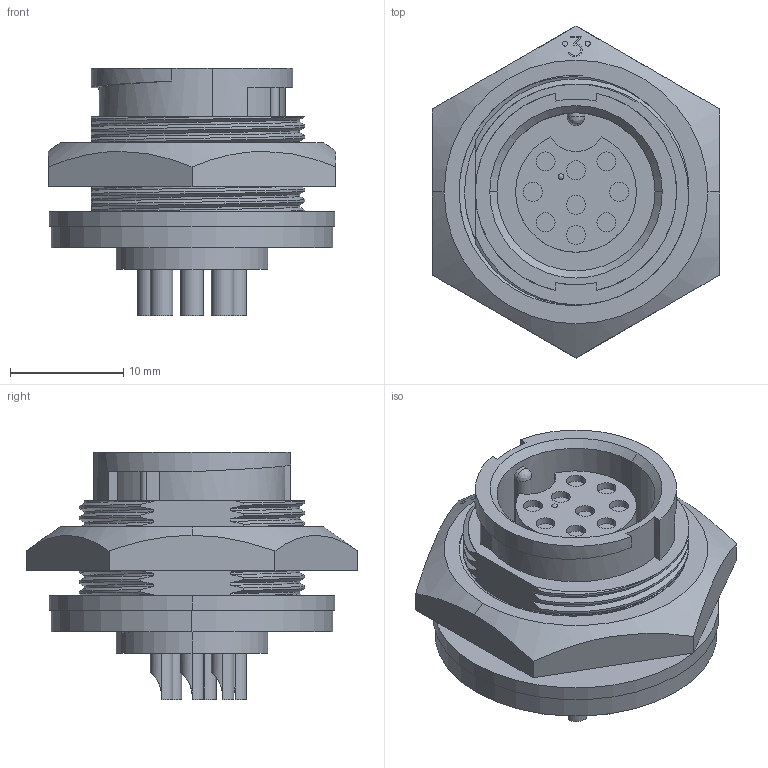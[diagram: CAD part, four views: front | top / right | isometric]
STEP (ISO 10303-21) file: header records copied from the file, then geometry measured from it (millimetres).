
FILE_DESCRIPTION (( 'STEP AP214' ), '1' );
FILE_NAME ('4282-9SG-3ES-1.STEP', '2017-12-21T17:13:59', ( '' ), ( '' ), 'SwSTEP 2.0', 'SolidWorks 2017', '' );
FILE_SCHEMA (( 'AUTOMOTIVE_DESIGN' ));
Length unit declared in the file: inch
Products named in the file (1): 4282-9SG-3ES-1
Bounding box: 25.4 x 29.33 x 21.89 mm (x, y, z)
Volume: 5419.4 mm3; surface area: 4386.7 mm2
Topology: 2 solids, 2 shells, 246 faces, 661 edges, 447 vertices
Faces by surface type: cylinder 102, plane 90, bspline 47, cone 7
Entity records: 23187 total; most frequent: CARTESIAN_POINT 17599, ORIENTED_EDGE 1318, DIRECTION 910, EDGE_CURVE 659, VERTEX_POINT 447, AXIS2_PLACEMENT_3D 330, EDGE_LOOP 278, VECTOR 250
